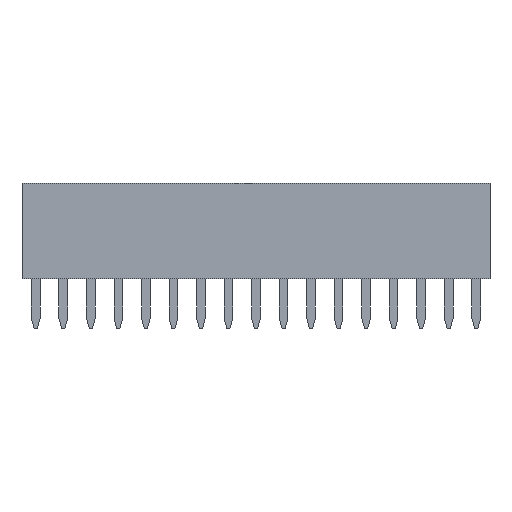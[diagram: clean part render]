
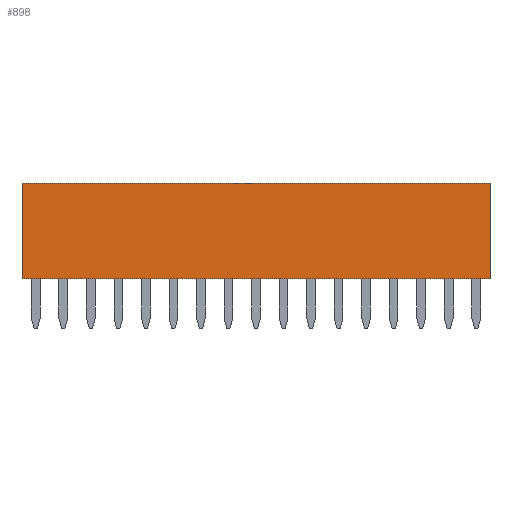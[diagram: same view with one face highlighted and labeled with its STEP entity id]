
A CAD part, front view. The second image highlights one B-rep face of the part: STEP entity #898.
In plain terms, the highlighted planar face has unit normal (0, -1, 0).
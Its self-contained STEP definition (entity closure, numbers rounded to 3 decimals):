
#898=ADVANCED_FACE('',(#10358),#10360,.T.);
#10358=FACE_BOUND('',#10359,.T.);
#10359=EDGE_LOOP('',(#17827,#17828,#17829,#17830));
#10360=PLANE('',#10361);
#10361=AXIS2_PLACEMENT_3D('',#10362,#10363,#10364);
#10362=CARTESIAN_POINT('',(-0.635,-0.9,0.));
#10363=DIRECTION('',(0.,-1.,0.));
#10364=DIRECTION('',(1.,0.,0.));
#17827=ORIENTED_EDGE('',*,*,#23090,.T.);
#17828=ORIENTED_EDGE('',*,*,#23232,.T.);
#17829=ORIENTED_EDGE('',*,*,#23233,.F.);
#17830=ORIENTED_EDGE('',*,*,#23095,.F.);
#23090=EDGE_CURVE('',#26047,#26045,#26048,.T.);
#23095=EDGE_CURVE('',#26047,#26055,#26056,.T.);
#23232=EDGE_CURVE('',#26045,#26262,#26264,.T.);
#23233=EDGE_CURVE('',#26055,#26262,#26265,.T.);
#26045=VERTEX_POINT('',#30941);
#26047=VERTEX_POINT('',#30945);
#26048=LINE('',#30946,#30947);
#26055=VERTEX_POINT('',#30963);
#26056=LINE('',#30964,#30965);
#26262=VERTEX_POINT('',#31442);
#26264=LINE('',#31446,#31447);
#26265=LINE('',#31449,#31450);
#30941=CARTESIAN_POINT('',(20.955,-0.9,0.));
#30945=CARTESIAN_POINT('',(-0.635,-0.9,0.));
#30946=CARTESIAN_POINT('',(-0.635,-0.9,0.));
#30947=VECTOR('',#30948,1.);
#30948=DIRECTION('',(1.,0.,0.));
#30963=CARTESIAN_POINT('',(-0.635,-0.9,4.4));
#30964=CARTESIAN_POINT('',(-0.635,-0.9,0.));
#30965=VECTOR('',#30966,1.);
#30966=DIRECTION('',(0.,0.,1.));
#31442=CARTESIAN_POINT('',(20.955,-0.9,4.4));
#31446=CARTESIAN_POINT('',(20.955,-0.9,0.));
#31447=VECTOR('',#31448,1.);
#31448=DIRECTION('',(0.,0.,1.));
#31449=CARTESIAN_POINT('',(-0.635,-0.9,4.4));
#31450=VECTOR('',#31451,1.);
#31451=DIRECTION('',(1.,0.,0.));
